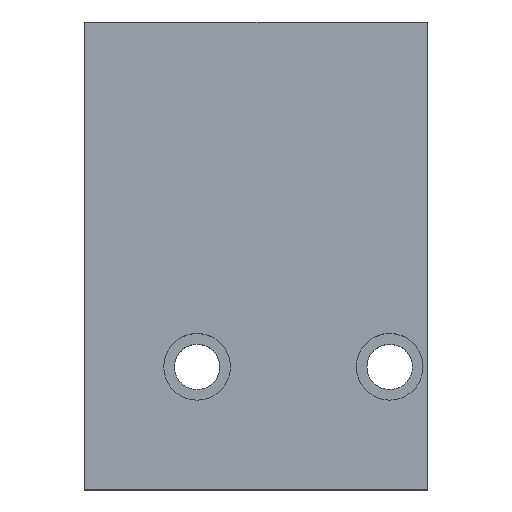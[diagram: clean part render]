
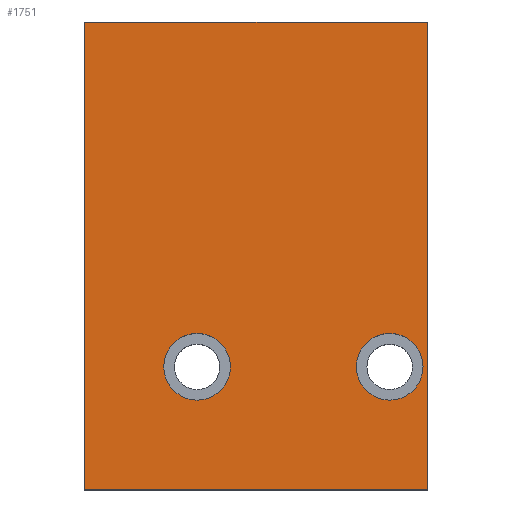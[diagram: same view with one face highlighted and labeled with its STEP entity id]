
A CAD part, top view. The second image highlights one B-rep face of the part: STEP entity #1751.
In plain terms, the highlighted planar face has unit normal (0, 0, 1).
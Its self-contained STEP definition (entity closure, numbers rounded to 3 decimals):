
#114 = DIRECTION ( 'NONE',  ( 0., 0., 1. ) ) ;
#164 = DIRECTION ( 'NONE',  ( 0., 0., 1. ) ) ;
#228 = DIRECTION ( 'NONE',  ( 0., -1., 0. ) ) ;
#238 = CARTESIAN_POINT ( 'NONE',  ( -50.8, 69.45, 27.8 ) ) ;
#304 = VECTOR ( 'NONE', #228, 1000. ) ;
#348 = VERTEX_POINT ( 'NONE', #850 ) ;
#366 = AXIS2_PLACEMENT_3D ( 'NONE', #238, #2901, #1621 ) ;
#373 = ORIENTED_EDGE ( 'NONE', *, *, #4249, .F. ) ;
#375 = DIRECTION ( 'NONE',  ( 0., 0., 1. ) ) ;
#418 = DIRECTION ( 'NONE',  ( 1., 0., 0. ) ) ;
#523 = ORIENTED_EDGE ( 'NONE', *, *, #625, .F. ) ;
#534 = CIRCLE ( 'NONE', #2501, 9.9 ) ;
#549 = LINE ( 'NONE', #2549, #2385 ) ;
#556 = CIRCLE ( 'NONE', #2763, 9.9 ) ;
#625 = EDGE_CURVE ( 'NONE', #3099, #1322, #534, .T. ) ;
#634 = VERTEX_POINT ( 'NONE', #1750 ) ;
#650 = ORIENTED_EDGE ( 'NONE', *, *, #2437, .F. ) ;
#770 = CARTESIAN_POINT ( 'NONE',  ( 29.8, -32.95, 27.8 ) ) ;
#813 = DIRECTION ( 'NONE',  ( 1., 0., 0. ) ) ;
#850 = CARTESIAN_POINT ( 'NONE',  ( 49.6, -32.95, 27.8 ) ) ;
#896 = ORIENTED_EDGE ( 'NONE', *, *, #1310, .T. ) ;
#909 = CARTESIAN_POINT ( 'NONE',  ( 39.7, -32.95, 27.8 ) ) ;
#943 = VERTEX_POINT ( 'NONE', #770 ) ;
#1044 = VERTEX_POINT ( 'NONE', #2088 ) ;
#1140 = CIRCLE ( 'NONE', #2969, 9.9 ) ;
#1184 = VECTOR ( 'NONE', #418, 1000. ) ;
#1209 = FACE_BOUND ( 'NONE', #1630, .T. ) ;
#1213 = DIRECTION ( 'NONE',  ( 1., 0., 0. ) ) ;
#1310 = EDGE_CURVE ( 'NONE', #1044, #3512, #3774, .T. ) ;
#1313 = FACE_OUTER_BOUND ( 'NONE', #2792, .T. ) ;
#1322 = VERTEX_POINT ( 'NONE', #2893 ) ;
#1413 = CARTESIAN_POINT ( 'NONE',  ( -17.5, -32.95, 27.8 ) ) ;
#1428 = ORIENTED_EDGE ( 'NONE', *, *, #4221, .F. ) ;
#1432 = EDGE_LOOP ( 'NONE', ( #3803, #650 ) ) ;
#1450 = CARTESIAN_POINT ( 'NONE',  ( -50.8, -69.45, 27.8 ) ) ;
#1546 = CARTESIAN_POINT ( 'NONE',  ( 50.8, -69.45, 27.8 ) ) ;
#1608 = VECTOR ( 'NONE', #1778, 1000. ) ;
#1621 = DIRECTION ( 'NONE',  ( -1., 0., 0. ) ) ;
#1630 = EDGE_LOOP ( 'NONE', ( #523, #2196 ) ) ;
#1750 = CARTESIAN_POINT ( 'NONE',  ( 50.8, 69.45, 27.8 ) ) ;
#1751 = ADVANCED_FACE ( 'NONE', ( #3606, #1209, #1313 ), #3269, .F. ) ;
#1778 = DIRECTION ( 'NONE',  ( 0., -1., 0. ) ) ;
#1818 = CIRCLE ( 'NONE', #1860, 9.9 ) ;
#1860 = AXIS2_PLACEMENT_3D ( 'NONE', #2192, #164, #2520 ) ;
#2067 = LINE ( 'NONE', #2123, #1184 ) ;
#2088 = CARTESIAN_POINT ( 'NONE',  ( -50.8, 69.45, 27.8 ) ) ;
#2123 = CARTESIAN_POINT ( 'NONE',  ( -50.8, 69.45, 27.8 ) ) ;
#2146 = CARTESIAN_POINT ( 'NONE',  ( -17.5, -32.95, 27.8 ) ) ;
#2192 = CARTESIAN_POINT ( 'NONE',  ( 39.7, -32.95, 27.8 ) ) ;
#2196 = ORIENTED_EDGE ( 'NONE', *, *, #2771, .F. ) ;
#2385 = VECTOR ( 'NONE', #3174, 1000. ) ;
#2437 = EDGE_CURVE ( 'NONE', #943, #348, #1140, .T. ) ;
#2438 = DIRECTION ( 'NONE',  ( 1., 0., 0. ) ) ;
#2488 = LINE ( 'NONE', #2820, #1608 ) ;
#2501 = AXIS2_PLACEMENT_3D ( 'NONE', #1413, #375, #2438 ) ;
#2520 = DIRECTION ( 'NONE',  ( 1., 0., 0. ) ) ;
#2549 = CARTESIAN_POINT ( 'NONE',  ( -50.8, -69.45, 27.8 ) ) ;
#2677 = EDGE_CURVE ( 'NONE', #348, #943, #1818, .T. ) ;
#2763 = AXIS2_PLACEMENT_3D ( 'NONE', #2146, #114, #813 ) ;
#2771 = EDGE_CURVE ( 'NONE', #1322, #3099, #556, .T. ) ;
#2792 = EDGE_LOOP ( 'NONE', ( #3195, #1428, #373, #896 ) ) ;
#2820 = CARTESIAN_POINT ( 'NONE',  ( 50.8, 69.45, 27.8 ) ) ;
#2872 = DIRECTION ( 'NONE',  ( 0., 0., 1. ) ) ;
#2893 = CARTESIAN_POINT ( 'NONE',  ( -27.4, -32.95, 27.8 ) ) ;
#2901 = DIRECTION ( 'NONE',  ( 0., 0., -1. ) ) ;
#2969 = AXIS2_PLACEMENT_3D ( 'NONE', #909, #2872, #1213 ) ;
#3099 = VERTEX_POINT ( 'NONE', #4095 ) ;
#3174 = DIRECTION ( 'NONE',  ( 1., 0., 0. ) ) ;
#3195 = ORIENTED_EDGE ( 'NONE', *, *, #4354, .T. ) ;
#3269 = PLANE ( 'NONE',  #366 ) ;
#3512 = VERTEX_POINT ( 'NONE', #1450 ) ;
#3606 = FACE_BOUND ( 'NONE', #1432, .T. ) ;
#3774 = LINE ( 'NONE', #4182, #304 ) ;
#3803 = ORIENTED_EDGE ( 'NONE', *, *, #2677, .F. ) ;
#3970 = VERTEX_POINT ( 'NONE', #1546 ) ;
#4095 = CARTESIAN_POINT ( 'NONE',  ( -7.6, -32.95, 27.8 ) ) ;
#4182 = CARTESIAN_POINT ( 'NONE',  ( -50.8, 69.45, 27.8 ) ) ;
#4221 = EDGE_CURVE ( 'NONE', #634, #3970, #2488, .T. ) ;
#4249 = EDGE_CURVE ( 'NONE', #1044, #634, #2067, .T. ) ;
#4354 = EDGE_CURVE ( 'NONE', #3512, #3970, #549, .T. ) ;
